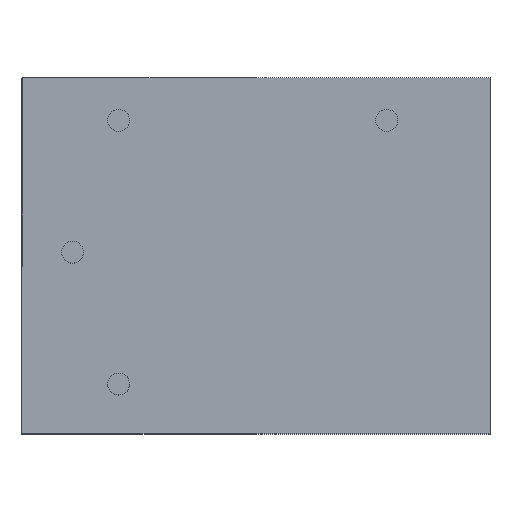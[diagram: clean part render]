
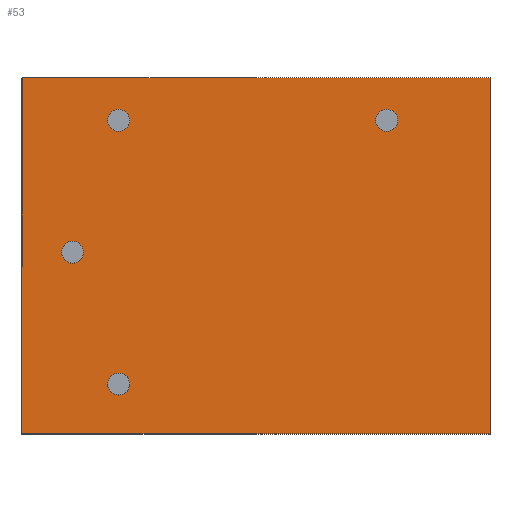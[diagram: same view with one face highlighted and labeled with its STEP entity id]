
A CAD part, top view. The second image highlights one B-rep face of the part: STEP entity #53.
In plain terms, the highlighted planar face has unit normal (0, 0, 1).
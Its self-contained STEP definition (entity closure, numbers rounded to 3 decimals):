
#53=ADVANCED_FACE('',(#71,#73,#75,#77,#79),#81,.T.);
#71=FACE_BOUND('',#72,.T.);
#72=EDGE_LOOP('',(#213,#214,#215,#216));
#73=FACE_BOUND('',#74,.T.);
#74=EDGE_LOOP('',(#217));
#75=FACE_BOUND('',#76,.T.);
#76=EDGE_LOOP('',(#218));
#77=FACE_BOUND('',#78,.T.);
#78=EDGE_LOOP('',(#219));
#79=FACE_BOUND('',#80,.T.);
#80=EDGE_LOOP('',(#220));
#81=PLANE('',#82);
#82=AXIS2_PLACEMENT_3D('',#83,#84,#85);
#83=CARTESIAN_POINT('',(0.,0.,20.9));
#84=DIRECTION('',(0.,0.,1.));
#85=DIRECTION('',(1.,0.,0.));
#213=ORIENTED_EDGE('',*,*,#269,.T.);
#214=ORIENTED_EDGE('',*,*,#270,.T.);
#215=ORIENTED_EDGE('',*,*,#271,.T.);
#216=ORIENTED_EDGE('',*,*,#272,.T.);
#217=ORIENTED_EDGE('',*,*,#273,.F.);
#218=ORIENTED_EDGE('',*,*,#274,.F.);
#219=ORIENTED_EDGE('',*,*,#275,.F.);
#220=ORIENTED_EDGE('',*,*,#276,.F.);
#269=EDGE_CURVE('',#297,#298,#299,.T.);
#270=EDGE_CURVE('',#298,#300,#301,.T.);
#271=EDGE_CURVE('',#300,#302,#303,.T.);
#272=EDGE_CURVE('',#302,#297,#304,.T.);
#273=EDGE_CURVE('',#305,#305,#306,.T.);
#274=EDGE_CURVE('',#307,#307,#308,.T.);
#275=EDGE_CURVE('',#309,#309,#310,.T.);
#276=EDGE_CURVE('',#311,#311,#312,.T.);
#297=VERTEX_POINT('',#345);
#298=VERTEX_POINT('',#346);
#299=LINE('',#347,#348);
#300=VERTEX_POINT('',#350);
#301=LINE('',#351,#352);
#302=VERTEX_POINT('',#354);
#303=LINE('',#355,#356);
#304=LINE('',#358,#359);
#305=VERTEX_POINT('',#361);
#306=CIRCLE('',#362,0.5);
#307=VERTEX_POINT('',#366);
#308=CIRCLE('',#367,0.5);
#309=VERTEX_POINT('',#371);
#310=CIRCLE('',#372,0.5);
#311=VERTEX_POINT('',#376);
#312=CIRCLE('',#377,0.5);
#345=CARTESIAN_POINT('',(0.,16.2,20.9));
#346=CARTESIAN_POINT('',(0.,0.,20.9));
#347=CARTESIAN_POINT('',(0.,16.2,20.9));
#348=VECTOR('',#349,1.);
#349=DIRECTION('',(0.,-1.,0.));
#350=CARTESIAN_POINT('',(21.3,0.,20.9));
#351=CARTESIAN_POINT('',(0.,0.,20.9));
#352=VECTOR('',#353,1.);
#353=DIRECTION('',(1.,0.,0.));
#354=CARTESIAN_POINT('',(21.3,16.2,20.9));
#355=CARTESIAN_POINT('',(21.3,0.,20.9));
#356=VECTOR('',#357,1.);
#357=DIRECTION('',(0.,1.,0.));
#358=CARTESIAN_POINT('',(21.3,16.2,20.9));
#359=VECTOR('',#360,1.);
#360=DIRECTION('',(-1.,0.,0.));
#361=CARTESIAN_POINT('',(2.8,8.25,20.9));
#362=AXIS2_PLACEMENT_3D('',#363,#364,#365);
#363=CARTESIAN_POINT('',(2.3,8.25,20.9));
#364=DIRECTION('',(0.,0.,1.));
#365=DIRECTION('',(1.,0.,0.));
#366=CARTESIAN_POINT('',(4.9,14.25,20.9));
#367=AXIS2_PLACEMENT_3D('',#368,#369,#370);
#368=CARTESIAN_POINT('',(4.4,14.25,20.9));
#369=DIRECTION('',(0.,0.,1.));
#370=DIRECTION('',(1.,0.,0.));
#371=CARTESIAN_POINT('',(17.1,14.25,20.9));
#372=AXIS2_PLACEMENT_3D('',#373,#374,#375);
#373=CARTESIAN_POINT('',(16.6,14.25,20.9));
#374=DIRECTION('',(0.,0.,1.));
#375=DIRECTION('',(1.,0.,0.));
#376=CARTESIAN_POINT('',(4.9,2.25,20.9));
#377=AXIS2_PLACEMENT_3D('',#378,#379,#380);
#378=CARTESIAN_POINT('',(4.4,2.25,20.9));
#379=DIRECTION('',(0.,0.,1.));
#380=DIRECTION('',(1.,0.,0.));
